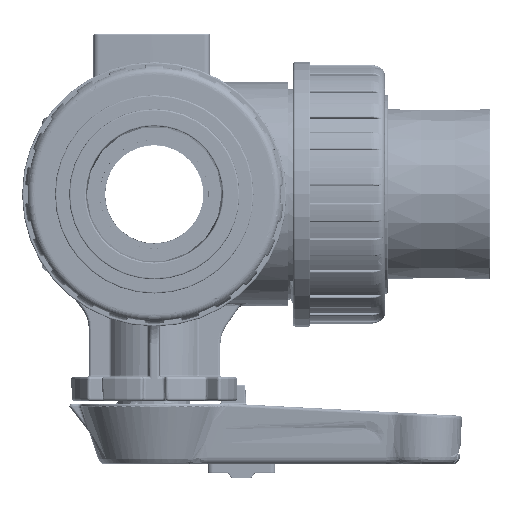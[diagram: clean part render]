
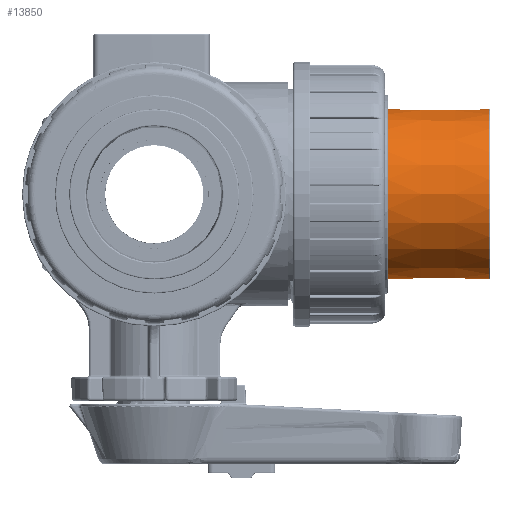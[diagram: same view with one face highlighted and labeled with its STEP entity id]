
A CAD part, front view. The second image highlights one B-rep face of the part: STEP entity #13850.
In plain terms, the highlighted conical face has half-angle 0.076 degrees and reference radius 31.5 mm.
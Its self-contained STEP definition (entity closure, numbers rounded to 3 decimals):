
#678=CONICAL_SURFACE('',#99143,31.5,0.076);
#13850=ADVANCED_FACE('',(#32896,#32897),#678,.T.);
#32896=FACE_BOUND('',#38808,.T.);
#32897=FACE_BOUND('',#38809,.T.);
#38808=EDGE_LOOP('',(#65615));
#38809=EDGE_LOOP('',(#65616));
#65615=ORIENTED_EDGE('',*,*,#88356,.T.);
#65616=ORIENTED_EDGE('',*,*,#88357,.T.);
#74849=VERTEX_POINT('',#234392);
#74850=VERTEX_POINT('',#234394);
#88356=EDGE_CURVE('',#74849,#74849,#91514,.T.);
#88357=EDGE_CURVE('',#74850,#74850,#91515,.T.);
#91514=CIRCLE('',#99141,31.501);
#91515=CIRCLE('',#99142,31.55);
#99141=AXIS2_PLACEMENT_3D('',#234391,#119413,#119414);
#99142=AXIS2_PLACEMENT_3D('',#234393,#119415,#119416);
#99143=AXIS2_PLACEMENT_3D('',#234395,#119417,#119418);
#119413=DIRECTION('',(-1.,0.,0.));
#119414=DIRECTION('',(0.,1.,0.));
#119415=DIRECTION('',(1.,0.,0.));
#119416=DIRECTION('',(0.,1.,0.));
#119417=DIRECTION('',(-1.,0.,0.));
#119418=DIRECTION('',(0.,-1.,0.));
#234391=CARTESIAN_POINT('',(123.779,0.006,0.));
#234392=CARTESIAN_POINT('',(123.779,31.507,0.));
#234393=CARTESIAN_POINT('',(86.479,0.006,0.));
#234394=CARTESIAN_POINT('',(86.479,31.556,0.));
#234395=CARTESIAN_POINT('',(124.279,0.006,0.));
